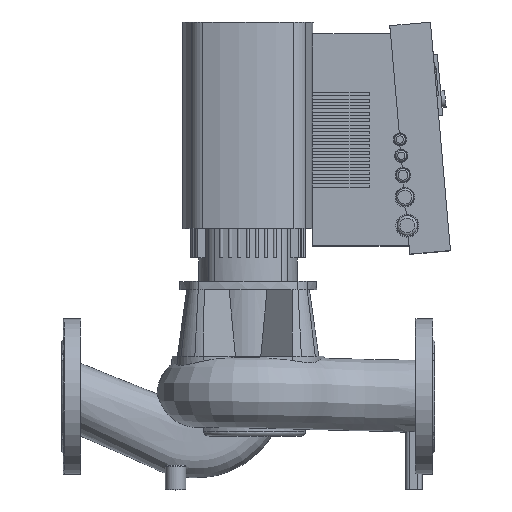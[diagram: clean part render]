
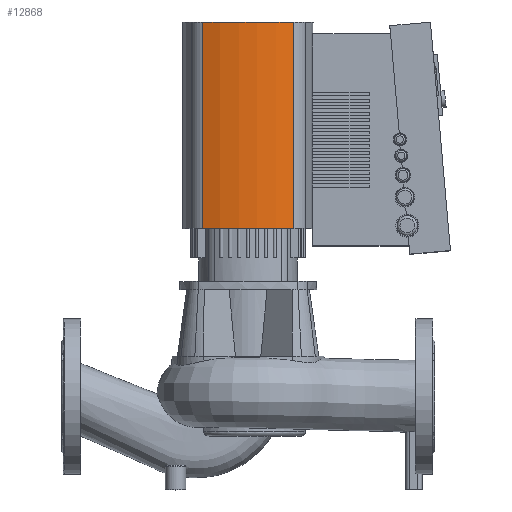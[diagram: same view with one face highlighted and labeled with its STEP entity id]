
A CAD part, top view. The second image highlights one B-rep face of the part: STEP entity #12868.
In plain terms, the highlighted cylindrical face has radius 150.508 mm (diameter 301.016 mm), a partial arc.
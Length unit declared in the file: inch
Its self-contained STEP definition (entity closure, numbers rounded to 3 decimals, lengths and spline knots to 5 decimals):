
#1408=FACE_OUTER_BOUND('',#2141,.T.);
#2141=EDGE_LOOP('',(#11964,#11965,#11966,#11967));
#3342=LINE('',#32870,#4540);
#3344=LINE('',#32878,#4542);
#4540=VECTOR('',#17983,0.3937);
#4542=VECTOR('',#17991,0.3937);
#5189=CIRCLE('',#14380,5.92551);
#5190=CIRCLE('',#14381,5.92551);
#6402=VERTEX_POINT('',#32867);
#6403=VERTEX_POINT('',#32869);
#6405=VERTEX_POINT('',#32875);
#6406=VERTEX_POINT('',#32877);
#8263=EDGE_CURVE('',#6402,#6403,#3342,.T.);
#8266=EDGE_CURVE('',#6402,#6405,#5189,.T.);
#8267=EDGE_CURVE('',#6406,#6405,#3344,.T.);
#8268=EDGE_CURVE('',#6406,#6403,#5190,.T.);
#11964=ORIENTED_EDGE('',*,*,#8263,.F.);
#11965=ORIENTED_EDGE('',*,*,#8266,.T.);
#11966=ORIENTED_EDGE('',*,*,#8267,.F.);
#11967=ORIENTED_EDGE('',*,*,#8268,.T.);
#12167=CYLINDRICAL_SURFACE('',#14379,5.92551);
#12868=ADVANCED_FACE('',(#1408),#12167,.T.);
#14379=AXIS2_PLACEMENT_3D('',#32874,#17987,#17988);
#14380=AXIS2_PLACEMENT_3D('',#32876,#17989,#17990);
#14381=AXIS2_PLACEMENT_3D('',#32879,#17992,#17993);
#17983=DIRECTION('',(0.,1.,0.));
#17987=DIRECTION('center_axis',(0.,-1.,0.));
#17988=DIRECTION('ref_axis',(0.435,0.,0.9));
#17989=DIRECTION('center_axis',(0.,1.,0.));
#17990=DIRECTION('ref_axis',(0.435,0.,0.9));
#17991=DIRECTION('',(0.,-1.,0.));
#17992=DIRECTION('center_axis',(0.,-1.,0.));
#17993=DIRECTION('ref_axis',(0.435,0.,0.9));
#32867=CARTESIAN_POINT('',(6.80232,8.11022,2.74668));
#32869=CARTESIAN_POINT('',(6.80232,18.07083,2.74668));
#32870=CARTESIAN_POINT('',(6.80232,18.07083,2.74668));
#32874=CARTESIAN_POINT('Origin',(8.99998,18.07083,-2.75623));
#32875=CARTESIAN_POINT('',(11.19765,8.11022,2.74668));
#32876=CARTESIAN_POINT('Origin',(8.99998,8.11022,-2.75623));
#32877=CARTESIAN_POINT('',(11.19765,18.07083,2.74668));
#32878=CARTESIAN_POINT('',(11.19765,18.07083,2.74668));
#32879=CARTESIAN_POINT('Origin',(8.99998,18.07083,-2.75623));
